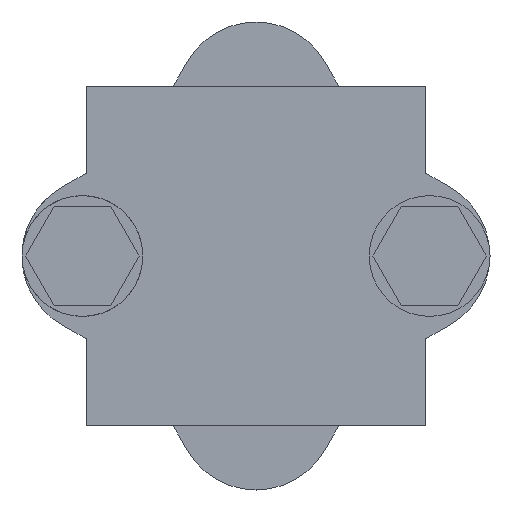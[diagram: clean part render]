
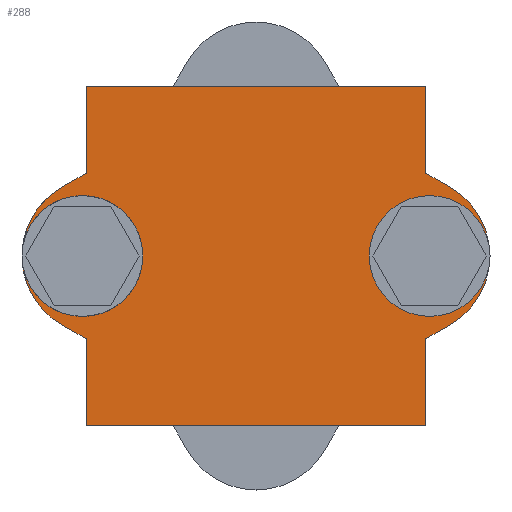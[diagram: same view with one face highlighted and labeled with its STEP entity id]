
A CAD part, left-side view. The second image highlights one B-rep face of the part: STEP entity #288.
In plain terms, the highlighted planar face has unit normal (-1, 0, 0).
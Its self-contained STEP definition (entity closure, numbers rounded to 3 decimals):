
#288 = ADVANCED_FACE( '', ( #601 ), #602, .F. );
#601 = FACE_OUTER_BOUND( '', #922, .T. );
#602 = PLANE( '', #923 );
#922 = EDGE_LOOP( '', ( #1720, #1721, #1722, #1723, #1724, #1725, #1726, #1727, #1728, #1729, #1730, #1731, #1732, #1733, #1734, #1735 ) );
#923 = AXIS2_PLACEMENT_3D( '', #1736, #1737, #1738 );
#1720 = ORIENTED_EDGE( '', *, *, #2037, .F. );
#1721 = ORIENTED_EDGE( '', *, *, #2163, .F. );
#1722 = ORIENTED_EDGE( '', *, *, #2180, .F. );
#1723 = ORIENTED_EDGE( '', *, *, #1866, .F. );
#1724 = ORIENTED_EDGE( '', *, *, #2089, .F. );
#1725 = ORIENTED_EDGE( '', *, *, #1926, .F. );
#1726 = ORIENTED_EDGE( '', *, *, #2084, .F. );
#1727 = ORIENTED_EDGE( '', *, *, #2182, .F. );
#1728 = ORIENTED_EDGE( '', *, *, #2154, .F. );
#1729 = ORIENTED_EDGE( '', *, *, #2183, .F. );
#1730 = ORIENTED_EDGE( '', *, *, #2184, .F. );
#1731 = ORIENTED_EDGE( '', *, *, #2185, .F. );
#1732 = ORIENTED_EDGE( '', *, *, #2117, .F. );
#1733 = ORIENTED_EDGE( '', *, *, #2135, .F. );
#1734 = ORIENTED_EDGE( '', *, *, #2186, .F. );
#1735 = ORIENTED_EDGE( '', *, *, #2164, .F. );
#1736 = CARTESIAN_POINT( '', ( -22., 0., 0. ) );
#1737 = DIRECTION( '', ( 1., 0., 0. ) );
#1738 = DIRECTION( '', ( 0., 0., -1. ) );
#1866 = EDGE_CURVE( '', #2217, #2219, #2220, .T. );
#1926 = EDGE_CURVE( '', #2323, #2325, #2326, .T. );
#2037 = EDGE_CURVE( '', #2506, #2506, #2507, .F. );
#2084 = EDGE_CURVE( '', #2572, #2323, #2574, .T. );
#2089 = EDGE_CURVE( '', #2325, #2217, #2579, .T. );
#2117 = EDGE_CURVE( '', #2610, #2612, #2613, .T. );
#2135 = EDGE_CURVE( '', #2634, #2610, #2636, .T. );
#2154 = EDGE_CURVE( '', #2660, #2660, #2661, .F. );
#2163 = EDGE_CURVE( '', #2670, #2506, #2672, .T. );
#2164 = EDGE_CURVE( '', #2506, #2673, #2674, .T. );
#2180 = EDGE_CURVE( '', #2219, #2670, #2692, .T. );
#2182 = EDGE_CURVE( '', #2660, #2572, #2694, .T. );
#2183 = EDGE_CURVE( '', #2695, #2660, #2696, .T. );
#2184 = EDGE_CURVE( '', #2697, #2695, #2698, .T. );
#2185 = EDGE_CURVE( '', #2612, #2697, #2699, .T. );
#2186 = EDGE_CURVE( '', #2673, #2634, #2700, .T. );
#2217 = VERTEX_POINT( '', #2736 );
#2219 = VERTEX_POINT( '', #2739 );
#2220 = LINE( '', #2740, #2741 );
#2323 = VERTEX_POINT( '', #2884 );
#2325 = VERTEX_POINT( '', #2887 );
#2326 = LINE( '', #2888, #2889 );
#2506 = VERTEX_POINT( '', #3142 );
#2507 = CIRCLE( '', #3143, 8. );
#2572 = VERTEX_POINT( '', #3234 );
#2574 = LINE( '', #3237, #3238 );
#2579 = LINE( '', #3245, #3246 );
#2610 = VERTEX_POINT( '', #3291 );
#2612 = VERTEX_POINT( '', #3294 );
#2613 = LINE( '', #3295, #3296 );
#2634 = VERTEX_POINT( '', #3326 );
#2636 = LINE( '', #3329, #3330 );
#2660 = VERTEX_POINT( '', #3363 );
#2661 = CIRCLE( '', #3364, 8. );
#2670 = VERTEX_POINT( '', #3374 );
#2672 = CIRCLE( '', #3377, 10.5 );
#2673 = VERTEX_POINT( '', #3378 );
#2674 = CIRCLE( '', #3379, 10.5 );
#2692 = LINE( '', #3403, #3404 );
#2694 = CIRCLE( '', #3406, 10.5 );
#2695 = VERTEX_POINT( '', #3407 );
#2696 = CIRCLE( '', #3408, 10.5 );
#2697 = VERTEX_POINT( '', #3409 );
#2698 = LINE( '', #3410, #3411 );
#2699 = LINE( '', #3412, #3413 );
#2700 = LINE( '', #3414, #3415 );
#2736 = CARTESIAN_POINT( '', ( -22., -22.5, 45. ) );
#2739 = CARTESIAN_POINT( '', ( -22., -22.5, 33.47 ) );
#2740 = CARTESIAN_POINT( '', ( -22., -22.5, 45. ) );
#2741 = VECTOR( '', #3442, 1000. );
#2884 = CARTESIAN_POINT( '', ( -22., 22.5, 33.47 ) );
#2887 = CARTESIAN_POINT( '', ( -22., 22.5, 45. ) );
#2888 = CARTESIAN_POINT( '', ( -22., 22.5, 0. ) );
#2889 = VECTOR( '', #3508, 1000. );
#3142 = CARTESIAN_POINT( '', ( -22., -31., 22.5 ) );
#3143 = AXIS2_PLACEMENT_3D( '', #3624, #3625, #3626 );
#3234 = CARTESIAN_POINT( '', ( -22., 25.75, 31.593 ) );
#3237 = CARTESIAN_POINT( '', ( -22., 25.75, 31.593 ) );
#3238 = VECTOR( '', #3675, 1000. );
#3245 = CARTESIAN_POINT( '', ( -22., 22.5, 45. ) );
#3246 = VECTOR( '', #3678, 1000. );
#3291 = CARTESIAN_POINT( '', ( -22., -22.5, 0. ) );
#3294 = CARTESIAN_POINT( '', ( -22., 22.5, 0. ) );
#3295 = CARTESIAN_POINT( '', ( -22., -22.5, 0. ) );
#3296 = VECTOR( '', #3697, 1000. );
#3326 = CARTESIAN_POINT( '', ( -22., -22.5, 11.53 ) );
#3329 = CARTESIAN_POINT( '', ( -22., -22.5, 45. ) );
#3330 = VECTOR( '', #3717, 1000. );
#3363 = CARTESIAN_POINT( '', ( -22., 31., 22.5 ) );
#3364 = AXIS2_PLACEMENT_3D( '', #3733, #3734, #3735 );
#3374 = CARTESIAN_POINT( '', ( -22., -25.75, 31.593 ) );
#3377 = AXIS2_PLACEMENT_3D( '', #3741, #3742, #3743 );
#3378 = CARTESIAN_POINT( '', ( -22., -25.75, 13.407 ) );
#3379 = AXIS2_PLACEMENT_3D( '', #3744, #3745, #3746 );
#3403 = CARTESIAN_POINT( '', ( -22., -20.5, 34.624 ) );
#3404 = VECTOR( '', #3759, 1000. );
#3406 = AXIS2_PLACEMENT_3D( '', #3760, #3761, #3762 );
#3407 = CARTESIAN_POINT( '', ( -22., 25.75, 13.407 ) );
#3408 = AXIS2_PLACEMENT_3D( '', #3763, #3764, #3765 );
#3409 = CARTESIAN_POINT( '', ( -22., 22.5, 11.53 ) );
#3410 = CARTESIAN_POINT( '', ( -22., 20.5, 10.376 ) );
#3411 = VECTOR( '', #3766, 1000. );
#3412 = CARTESIAN_POINT( '', ( -22., 22.5, 0. ) );
#3413 = VECTOR( '', #3767, 1000. );
#3414 = CARTESIAN_POINT( '', ( -22., -25.75, 13.407 ) );
#3415 = VECTOR( '', #3768, 1000. );
#3442 = DIRECTION( '', ( 0., 0., -1. ) );
#3508 = DIRECTION( '', ( 0., 0., 1. ) );
#3624 = CARTESIAN_POINT( '', ( -22., -23., 22.5 ) );
#3625 = DIRECTION( '', ( 1., 0., 0. ) );
#3626 = DIRECTION( '', ( 0., 0., -1. ) );
#3675 = DIRECTION( '', ( 0., -0.866, 0.5 ) );
#3678 = DIRECTION( '', ( 0., -1., 0. ) );
#3697 = DIRECTION( '', ( 0., 1., 0. ) );
#3717 = DIRECTION( '', ( 0., 0., -1. ) );
#3733 = CARTESIAN_POINT( '', ( -22., 23., 22.5 ) );
#3734 = DIRECTION( '', ( 1., 0., 0. ) );
#3735 = DIRECTION( '', ( 0., 0., -1. ) );
#3741 = CARTESIAN_POINT( '', ( -22., -20.5, 22.5 ) );
#3742 = DIRECTION( '', ( 1., 0., 0. ) );
#3743 = DIRECTION( '', ( 0., 0., -1. ) );
#3744 = CARTESIAN_POINT( '', ( -22., -20.5, 22.5 ) );
#3745 = DIRECTION( '', ( 1., 0., 0. ) );
#3746 = DIRECTION( '', ( 0., 0., -1. ) );
#3759 = DIRECTION( '', ( 0., -0.866, -0.5 ) );
#3760 = CARTESIAN_POINT( '', ( -22., 20.5, 22.5 ) );
#3761 = DIRECTION( '', ( 1., 0., 0. ) );
#3762 = DIRECTION( '', ( 0., 0., -1. ) );
#3763 = CARTESIAN_POINT( '', ( -22., 20.5, 22.5 ) );
#3764 = DIRECTION( '', ( 1., 0., 0. ) );
#3765 = DIRECTION( '', ( 0., 0., -1. ) );
#3766 = DIRECTION( '', ( 0., 0.866, 0.5 ) );
#3767 = DIRECTION( '', ( 0., 0., 1. ) );
#3768 = DIRECTION( '', ( 0., 0.866, -0.5 ) );
